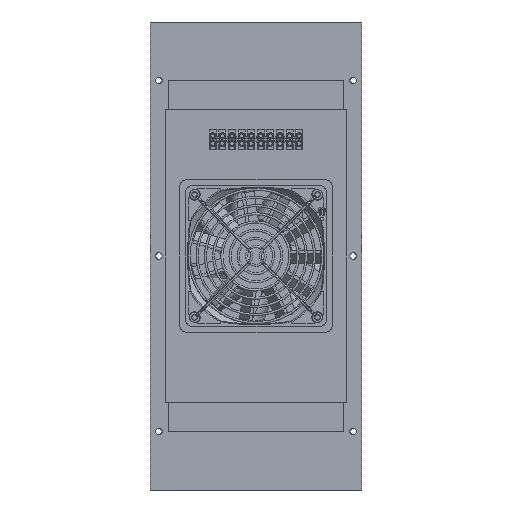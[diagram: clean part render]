
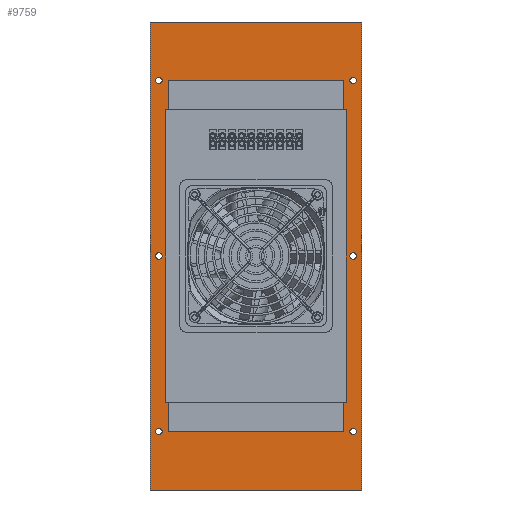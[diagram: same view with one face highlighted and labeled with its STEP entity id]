
A CAD part, front view. The second image highlights one B-rep face of the part: STEP entity #9759.
In plain terms, the highlighted planar face has unit normal (0, -1, 0).
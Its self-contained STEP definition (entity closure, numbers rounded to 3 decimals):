
#1531 = CARTESIAN_POINT ( 'NONE',  ( -34.068, 9.178, 400. ) ) ;
#4675 = CARTESIAN_POINT ( 'NONE',  ( -34.068, 9.178, 400. ) ) ;
#4844 = ORIENTED_EDGE ( 'NONE', *, *, #25539, .T. ) ;
#5144 = ORIENTED_EDGE ( 'NONE', *, *, #27339, .F. ) ;
#5704 = CARTESIAN_POINT ( 'NONE',  ( -34.068, 9.178, 400. ) ) ;
#6138 = CARTESIAN_POINT ( 'NONE',  ( 136.582, 9.178, 50. ) ) ;
#8486 = ORIENTED_EDGE ( 'NONE', *, *, #95565, .T. ) ;
#9247 = DIRECTION ( 'NONE',  ( -1., 0., 0. ) ) ;
#9759 = ADVANCED_FACE ( 'NONE', ( #15827, #130347, #11601, #87855, #166402, #75115, #160106 ), #142037, .F. ) ;
#10861 = DIRECTION ( 'NONE',  ( 0., 1., 0. ) ) ;
#11601 = FACE_BOUND ( 'NONE', #125641, .T. ) ;
#15827 = FACE_BOUND ( 'NONE', #74852, .T. ) ;
#22317 = CARTESIAN_POINT ( 'NONE',  ( 139.332, 9.178, 200. ) ) ;
#22888 = VERTEX_POINT ( 'NONE', #1531 ) ;
#24397 = EDGE_CURVE ( 'NONE', #123593, #123593, #117403, .T. ) ;
#24777 = CIRCLE ( 'NONE', #48842, 2.75 ) ;
#25539 = EDGE_CURVE ( 'NONE', #170178, #170178, #110763, .T. ) ;
#27339 = EDGE_CURVE ( 'NONE', #22888, #28400, #127682, .T. ) ;
#28400 = VERTEX_POINT ( 'NONE', #28797 ) ;
#28797 = CARTESIAN_POINT ( 'NONE',  ( 146.732, 9.178, 400. ) ) ;
#29212 = DIRECTION ( 'NONE',  ( 0., 1., 0. ) ) ;
#29514 = AXIS2_PLACEMENT_3D ( 'NONE', #144955, #62536, #103486 ) ;
#33541 = DIRECTION ( 'NONE',  ( -1., 0., 0. ) ) ;
#34110 = VECTOR ( 'NONE', #100318, 1000. ) ;
#39579 = ORIENTED_EDGE ( 'NONE', *, *, #94030, .F. ) ;
#43058 = DIRECTION ( 'NONE',  ( 0., 1., 0. ) ) ;
#43074 = ORIENTED_EDGE ( 'NONE', *, *, #24397, .T. ) ;
#48842 = AXIS2_PLACEMENT_3D ( 'NONE', #173336, #10861, #51730 ) ;
#51730 = DIRECTION ( 'NONE',  ( -1., 0., 0. ) ) ;
#53482 = CARTESIAN_POINT ( 'NONE',  ( -34.068, 9.178, 0. ) ) ;
#53732 = CIRCLE ( 'NONE', #125008, 2.75 ) ;
#53792 = CIRCLE ( 'NONE', #144428, 2.75 ) ;
#56148 = CARTESIAN_POINT ( 'NONE',  ( -26.668, 9.178, 350. ) ) ;
#57184 = CARTESIAN_POINT ( 'NONE',  ( 136.582, 9.178, 350. ) ) ;
#57958 = CARTESIAN_POINT ( 'NONE',  ( 139.332, 9.178, 50. ) ) ;
#58205 = CIRCLE ( 'NONE', #66229, 2.75 ) ;
#58621 = DIRECTION ( 'NONE',  ( 0., 0., -1. ) ) ;
#61584 = VERTEX_POINT ( 'NONE', #6138 ) ;
#62536 = DIRECTION ( 'NONE',  ( 0., 1., 0. ) ) ;
#62579 = DIRECTION ( 'NONE',  ( 0., 1., 0. ) ) ;
#63776 = VERTEX_POINT ( 'NONE', #139552 ) ;
#66229 = AXIS2_PLACEMENT_3D ( 'NONE', #57958, #86279, #127309 ) ;
#69113 = DIRECTION ( 'NONE',  ( -1., 0., 0. ) ) ;
#70248 = VECTOR ( 'NONE', #58621, 1000. ) ;
#71302 = CARTESIAN_POINT ( 'NONE',  ( -29.418, 9.178, 50. ) ) ;
#71863 = CARTESIAN_POINT ( 'NONE',  ( 146.732, 9.178, 0. ) ) ;
#72436 = LINE ( 'NONE', #4675, #70248 ) ;
#74558 = CARTESIAN_POINT ( 'NONE',  ( -29.418, 9.178, 200. ) ) ;
#74852 = EDGE_LOOP ( 'NONE', ( #84060 ) ) ;
#75115 = FACE_BOUND ( 'NONE', #159157, .T. ) ;
#76140 = EDGE_LOOP ( 'NONE', ( #43074 ) ) ;
#82857 = LINE ( 'NONE', #99703, #34110 ) ;
#84060 = ORIENTED_EDGE ( 'NONE', *, *, #126501, .T. ) ;
#84228 = ORIENTED_EDGE ( 'NONE', *, *, #115526, .T. ) ;
#86279 = DIRECTION ( 'NONE',  ( 0., 1., 0. ) ) ;
#87855 = FACE_BOUND ( 'NONE', #76140, .T. ) ;
#88608 = VECTOR ( 'NONE', #155494, 1000. ) ;
#92262 = EDGE_LOOP ( 'NONE', ( #4844 ) ) ;
#94030 = EDGE_CURVE ( 'NONE', #28400, #127031, #82857, .T. ) ;
#95565 = EDGE_CURVE ( 'NONE', #63776, #63776, #53732, .T. ) ;
#99703 = CARTESIAN_POINT ( 'NONE',  ( 146.732, 9.178, 400. ) ) ;
#100318 = DIRECTION ( 'NONE',  ( 0., 0., -1. ) ) ;
#102188 = DIRECTION ( 'NONE',  ( 1., 0., 0. ) ) ;
#102218 = AXIS2_PLACEMENT_3D ( 'NONE', #5704, #142634, #33541 ) ;
#103486 = DIRECTION ( 'NONE',  ( -1., 0., 0. ) ) ;
#107927 = AXIS2_PLACEMENT_3D ( 'NONE', #22317, #62579, #9247 ) ;
#109787 = EDGE_CURVE ( 'NONE', #146626, #127031, #124796, .T. ) ;
#110412 = CARTESIAN_POINT ( 'NONE',  ( -26.668, 9.178, 50. ) ) ;
#110763 = CIRCLE ( 'NONE', #107927, 2.75 ) ;
#112443 = EDGE_LOOP ( 'NONE', ( #144995, #39579, #5144, #146132 ) ) ;
#112734 = EDGE_CURVE ( 'NONE', #152973, #152973, #24777, .T. ) ;
#115526 = EDGE_CURVE ( 'NONE', #121208, #121208, #53792, .T. ) ;
#117403 = CIRCLE ( 'NONE', #29514, 2.75 ) ;
#118982 = EDGE_CURVE ( 'NONE', #22888, #146626, #72436, .T. ) ;
#121208 = VERTEX_POINT ( 'NONE', #71302 ) ;
#123593 = VERTEX_POINT ( 'NONE', #74558 ) ;
#124112 = DIRECTION ( 'NONE',  ( -1., 0., 0. ) ) ;
#124796 = LINE ( 'NONE', #167984, #88608 ) ;
#125008 = AXIS2_PLACEMENT_3D ( 'NONE', #56148, #43058, #69113 ) ;
#125641 = EDGE_LOOP ( 'NONE', ( #84228 ) ) ;
#126501 = EDGE_CURVE ( 'NONE', #61584, #61584, #58205, .T. ) ;
#127031 = VERTEX_POINT ( 'NONE', #71863 ) ;
#127309 = DIRECTION ( 'NONE',  ( -1., 0., 0. ) ) ;
#127682 = LINE ( 'NONE', #141891, #170019 ) ;
#130347 = FACE_BOUND ( 'NONE', #92262, .T. ) ;
#131921 = EDGE_LOOP ( 'NONE', ( #8486 ) ) ;
#133772 = ORIENTED_EDGE ( 'NONE', *, *, #112734, .T. ) ;
#139552 = CARTESIAN_POINT ( 'NONE',  ( -29.418, 9.178, 350. ) ) ;
#141891 = CARTESIAN_POINT ( 'NONE',  ( -34.068, 9.178, 400. ) ) ;
#142037 = PLANE ( 'NONE',  #102218 ) ;
#142634 = DIRECTION ( 'NONE',  ( 0., 1., 0. ) ) ;
#144428 = AXIS2_PLACEMENT_3D ( 'NONE', #110412, #29212, #124112 ) ;
#144955 = CARTESIAN_POINT ( 'NONE',  ( -26.668, 9.178, 200. ) ) ;
#144995 = ORIENTED_EDGE ( 'NONE', *, *, #109787, .T. ) ;
#146132 = ORIENTED_EDGE ( 'NONE', *, *, #118982, .T. ) ;
#146626 = VERTEX_POINT ( 'NONE', #53482 ) ;
#152973 = VERTEX_POINT ( 'NONE', #57184 ) ;
#155494 = DIRECTION ( 'NONE',  ( 1., 0., 0. ) ) ;
#159157 = EDGE_LOOP ( 'NONE', ( #133772 ) ) ;
#160106 = FACE_OUTER_BOUND ( 'NONE', #112443, .T. ) ;
#166402 = FACE_BOUND ( 'NONE', #131921, .T. ) ;
#167984 = CARTESIAN_POINT ( 'NONE',  ( -34.068, 9.178, 0. ) ) ;
#168909 = CARTESIAN_POINT ( 'NONE',  ( 136.582, 9.178, 200. ) ) ;
#170019 = VECTOR ( 'NONE', #102188, 1000. ) ;
#170178 = VERTEX_POINT ( 'NONE', #168909 ) ;
#173336 = CARTESIAN_POINT ( 'NONE',  ( 139.332, 9.178, 350. ) ) ;
